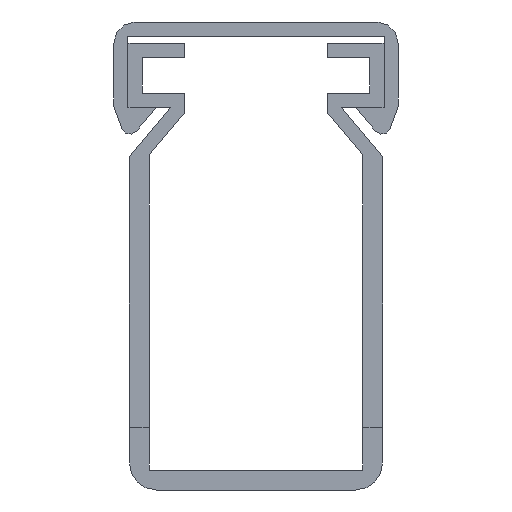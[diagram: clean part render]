
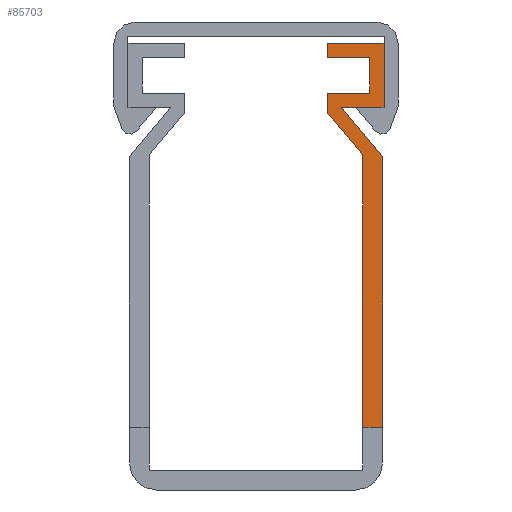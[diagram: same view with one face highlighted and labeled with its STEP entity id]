
A CAD part, left-side view. The second image highlights one B-rep face of the part: STEP entity #85703.
In plain terms, the highlighted planar face has unit normal (-1, 0, 0).
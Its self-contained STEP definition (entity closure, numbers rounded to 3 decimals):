
#3835=DIRECTION('',(0.,0.,-1.));
#3836=VECTOR('',#3835,19.157);
#3837=CARTESIAN_POINT('',(-1998.,-7.5,22.157));
#3838=LINE('',#3837,#3836);
#3839=DIRECTION('',(0.,1.,0.));
#3840=VECTOR('',#3839,1.4);
#3841=CARTESIAN_POINT('',(-1998.,-8.9,3.));
#3842=LINE('',#3841,#3840);
#6235=DIRECTION('',(0.,-0.643,-0.766));
#6236=VECTOR('',#6235,3.889);
#6237=CARTESIAN_POINT('',(-1998.,-5.,25.136));
#6238=LINE('',#6237,#6236);
#8643=DIRECTION('',(0.,0.,-1.));
#8644=VECTOR('',#8643,1.364);
#8645=CARTESIAN_POINT('',(-1998.,-5.,26.5));
#8646=LINE('',#8645,#8644);
#8659=DIRECTION('',(0.,0.,-1.));
#8660=VECTOR('',#8659,19.044);
#8661=CARTESIAN_POINT('',(-1998.,-8.9,22.044));
#8662=LINE('',#8661,#8660);
#13451=DIRECTION('',(0.,0.643,0.766));
#13452=VECTOR('',#13451,4.512);
#13453=CARTESIAN_POINT('',(-1998.,-8.9,22.044));
#13454=LINE('',#13453,#13452);
#15851=DIRECTION('',(0.,-1.,0.));
#15852=VECTOR('',#15851,3.);
#15853=CARTESIAN_POINT('',(-1998.,-6.,25.5));
#15854=LINE('',#15853,#15852);
#18251=DIRECTION('',(0.,0.,1.));
#18252=VECTOR('',#18251,4.5);
#18253=CARTESIAN_POINT('',(-1998.,-9.,25.5));
#18254=LINE('',#18253,#18252);
#20651=DIRECTION('',(0.,-1.,0.));
#20652=VECTOR('',#20651,4.);
#20653=CARTESIAN_POINT('',(-1998.,-5.,30.));
#20654=LINE('',#20653,#20652);
#23051=DIRECTION('',(0.,0.,-1.));
#23052=VECTOR('',#23051,1.);
#23053=CARTESIAN_POINT('',(-1998.,-5.,30.));
#23054=LINE('',#23053,#23052);
#25451=DIRECTION('',(0.,-1.,0.));
#25452=VECTOR('',#25451,3.);
#25453=CARTESIAN_POINT('',(-1998.,-5.,29.));
#25454=LINE('',#25453,#25452);
#27851=DIRECTION('',(0.,0.,-1.));
#27852=VECTOR('',#27851,2.5);
#27853=CARTESIAN_POINT('',(-1998.,-8.,29.));
#27854=LINE('',#27853,#27852);
#30251=DIRECTION('',(0.,1.,0.));
#30252=VECTOR('',#30251,3.);
#30253=CARTESIAN_POINT('',(-1998.,-8.,26.5));
#30254=LINE('',#30253,#30252);
#83896=CARTESIAN_POINT('',(-1998.,-7.5,3.));
#83898=VERTEX_POINT('',#83896);
#83899=CARTESIAN_POINT('',(-1998.,-7.5,22.157));
#83900=VERTEX_POINT('',#83899);
#83914=CARTESIAN_POINT('',(-1998.,-8.9,3.));
#83916=VERTEX_POINT('',#83914);
#83917=CARTESIAN_POINT('',(-1998.,-8.9,22.044));
#83918=VERTEX_POINT('',#83917);
#83919=CARTESIAN_POINT('',(-1998.,-6.,25.5));
#83920=VERTEX_POINT('',#83919);
#83921=CARTESIAN_POINT('',(-1998.,-9.,25.5));
#83922=VERTEX_POINT('',#83921);
#83923=CARTESIAN_POINT('',(-1998.,-9.,30.));
#83924=VERTEX_POINT('',#83923);
#83925=CARTESIAN_POINT('',(-1998.,-5.,30.));
#83926=VERTEX_POINT('',#83925);
#83927=CARTESIAN_POINT('',(-1998.,-5.,29.));
#83928=VERTEX_POINT('',#83927);
#83929=CARTESIAN_POINT('',(-1998.,-8.,29.));
#83930=VERTEX_POINT('',#83929);
#83931=CARTESIAN_POINT('',(-1998.,-8.,26.5));
#83932=VERTEX_POINT('',#83931);
#83933=CARTESIAN_POINT('',(-1998.,-5.,26.5));
#83934=VERTEX_POINT('',#83933);
#83935=CARTESIAN_POINT('',(-1998.,-5.,25.136));
#83936=VERTEX_POINT('',#83935);
#85672=CARTESIAN_POINT('',(-1998.,-8.9,3.));
#85673=DIRECTION('',(1.,0.,0.));
#85674=DIRECTION('',(0.,0.,1.));
#85675=AXIS2_PLACEMENT_3D('',#85672,#85673,#85674);
#85676=PLANE('',#85675);
#85677=ORIENTED_EDGE('',*,*,#85636,.F.);
#85679=ORIENTED_EDGE('',*,*,#85678,.F.);
#85681=ORIENTED_EDGE('',*,*,#85680,.F.);
#85683=ORIENTED_EDGE('',*,*,#85682,.F.);
#85685=ORIENTED_EDGE('',*,*,#85684,.F.);
#85687=ORIENTED_EDGE('',*,*,#85686,.F.);
#85689=ORIENTED_EDGE('',*,*,#85688,.F.);
#85691=ORIENTED_EDGE('',*,*,#85690,.T.);
#85693=ORIENTED_EDGE('',*,*,#85692,.F.);
#85695=ORIENTED_EDGE('',*,*,#85694,.F.);
#85697=ORIENTED_EDGE('',*,*,#85696,.F.);
#85699=ORIENTED_EDGE('',*,*,#85698,.T.);
#85700=ORIENTED_EDGE('',*,*,#85647,.T.);
#85701=EDGE_LOOP('',(#85677,#85679,#85681,#85683,#85685,#85687,#85689,#85691,
#85693,#85695,#85697,#85699,#85700));
#85702=FACE_OUTER_BOUND('',#85701,.F.);
#85703=ADVANCED_FACE('',(#85702),#85676,.F.);
#85636=EDGE_CURVE('',#83900,#83898,#3838,.T.);
#85647=EDGE_CURVE('',#83916,#83898,#3842,.T.);
#85678=EDGE_CURVE('',#83936,#83900,#6238,.T.);
#85680=EDGE_CURVE('',#83934,#83936,#8646,.T.);
#85682=EDGE_CURVE('',#83932,#83934,#30254,.T.);
#85684=EDGE_CURVE('',#83930,#83932,#27854,.T.);
#85686=EDGE_CURVE('',#83928,#83930,#25454,.T.);
#85688=EDGE_CURVE('',#83926,#83928,#23054,.T.);
#85690=EDGE_CURVE('',#83926,#83924,#20654,.T.);
#85692=EDGE_CURVE('',#83922,#83924,#18254,.T.);
#85694=EDGE_CURVE('',#83920,#83922,#15854,.T.);
#85696=EDGE_CURVE('',#83918,#83920,#13454,.T.);
#85698=EDGE_CURVE('',#83918,#83916,#8662,.T.);
